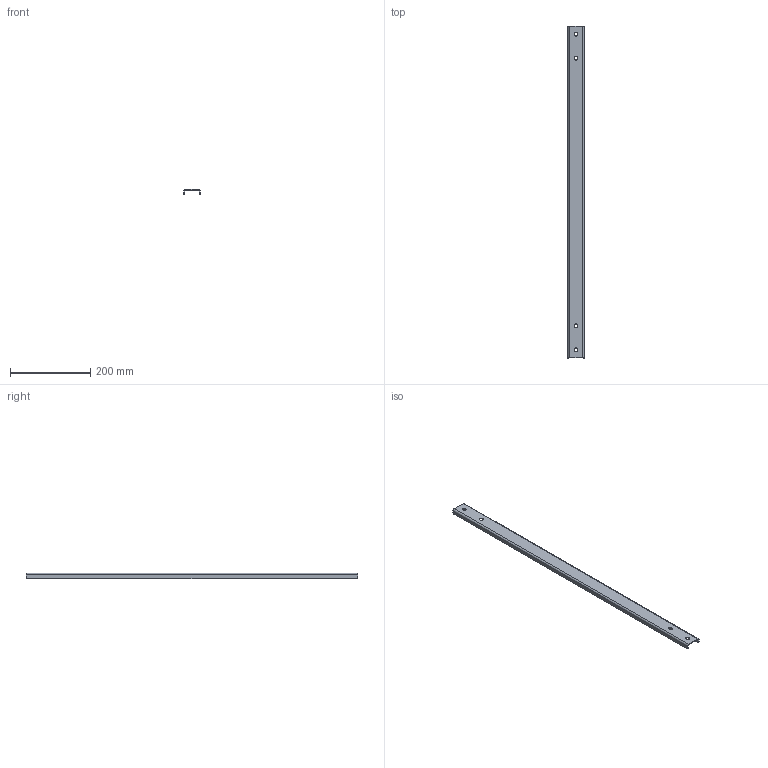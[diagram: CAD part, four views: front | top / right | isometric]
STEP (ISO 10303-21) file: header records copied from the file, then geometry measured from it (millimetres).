
FILE_DESCRIPTION (( 'STEP AP214' ), '1' );
FILE_NAME ('722.168-01.STEP', '2025-08-20T11:42:52', ( '' ), ( '' ), 'SwSTEP 2.0', 'SolidWorks 2021', '' );
FILE_SCHEMA (( 'AUTOMOTIVE_DESIGN' ));
Length unit declared in the file: millimetre
Products named in the file (1): 722.168-01
Bounding box: 40 x 826 x 13 mm (x, y, z)
Volume: 97612.1 mm3; surface area: 101373.2 mm2
Topology: 1 solids, 1 shells, 42 faces, 104 edges, 64 vertices
Faces by surface type: plane 26, cylinder 16
Entity records: 1282 total; most frequent: DIRECTION 222, CARTESIAN_POINT 211, ORIENTED_EDGE 208, EDGE_CURVE 104, AXIS2_PLACEMENT_3D 75, LINE 72, VECTOR 72, VERTEX_POINT 64
